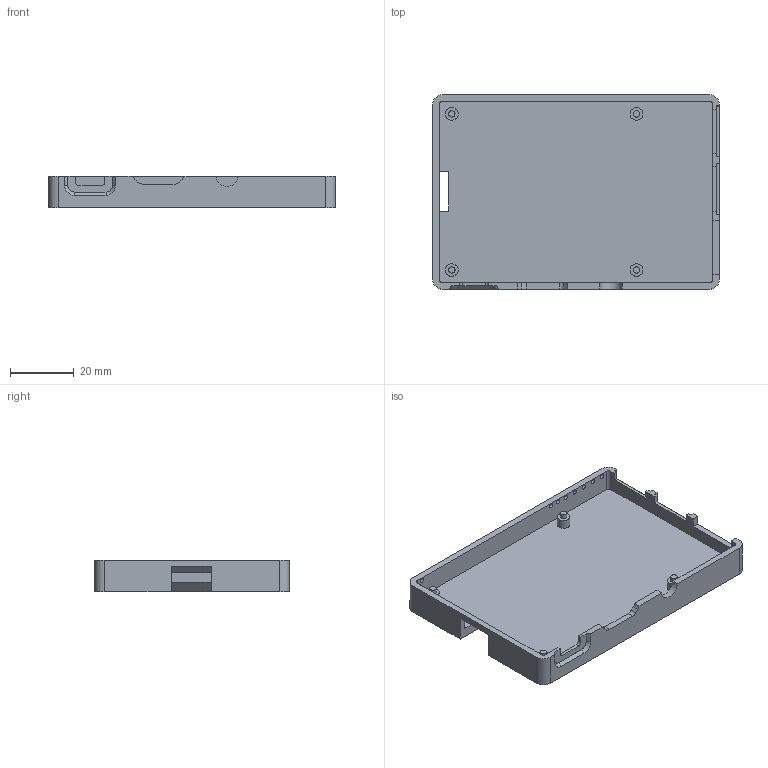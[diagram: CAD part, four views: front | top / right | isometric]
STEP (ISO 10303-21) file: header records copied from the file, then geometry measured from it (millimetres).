
FILE_DESCRIPTION(/* description */ (''),/* implementation_level */ '2;1');
FILE_NAME(/* name */ 'bottom v1.step',/* time_stamp */ '2020-05-09T16:25:51+09:00',/* author */ (''),/* organization */ (''),/* preprocessor_version */ 'ST-DEVELOPER v18.1',/* originating_system */ 'Autodesk Translation Framework v9.2.0.1227',/* authorisation */ '');
FILE_SCHEMA (('AUTOMOTIVE_DESIGN { 1 0 10303 214 3 1 1 }'));
Length unit declared in the file: millimetre
Products named in the file (1): bottom
Bounding box: 90 x 61 x 10 mm (x, y, z)
Volume: 19830 mm3; surface area: 15654 mm2
Topology: 1 solids, 1 shells, 103 faces, 291 edges, 196 vertices
Faces by surface type: plane 58, cylinder 25, sphere 18, cone 2
Full cylindrical faces by diameter (mm): 2 x4, 4 x4
Entity records: 3318 total; most frequent: DIRECTION 579, CARTESIAN_POINT 573, ORIENTED_EDGE 546, EDGE_CURVE 273, AXIS2_PLACEMENT_3D 202, VERTEX_POINT 196, LINE 175, VECTOR 175
